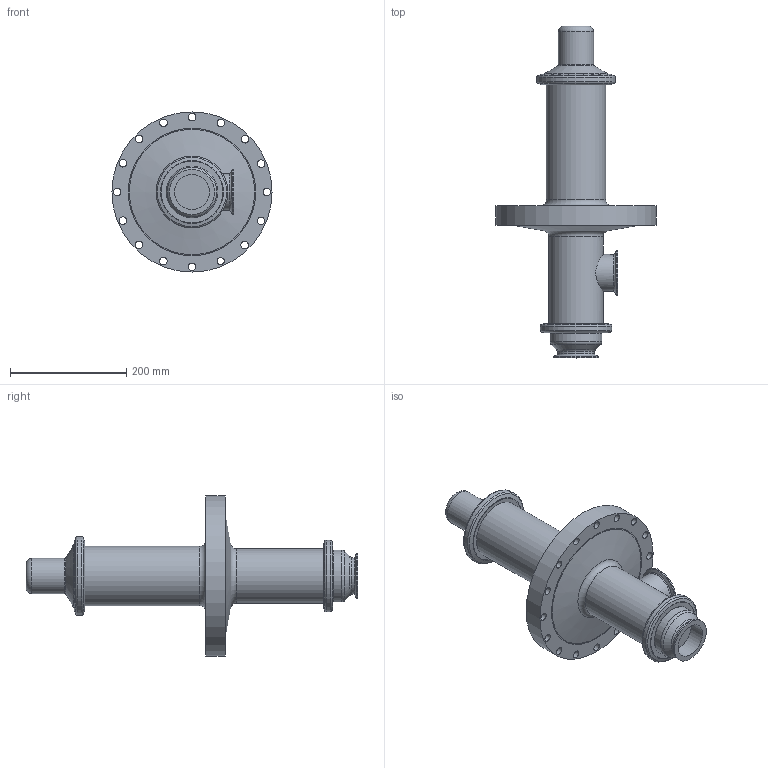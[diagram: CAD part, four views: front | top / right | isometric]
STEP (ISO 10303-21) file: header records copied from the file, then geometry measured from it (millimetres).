
FILE_DESCRIPTION(/* description */ (''),/* implementation_level */ '2;1');
FILE_NAME(/* name */ 'PSRV-25-2022.stp',/* time_stamp */ '2024-04-04T11:54:05+09:00',/* author */ ('autocad33'),/* organization */ (''),/* preprocessor_version */ 'ST-DEVELOPER v19.2',/* originating_system */ 'Autodesk Inventor 2023',/* authorisation */ '');
FILE_SCHEMA (('AUTOMOTIVE_DESIGN { 1 0 10303 214 3 1 1 }'));
Length unit declared in the file: millimetre
Products named in the file (1): PSRV-25-2022
Bounding box: 275 x 570.13 x 275 mm (x, y, z)
Volume: 5786696.1 mm3; surface area: 364950.7 mm2
Topology: 2 solids, 2 shells, 72 faces, 189 edges, 127 vertices
Faces by surface type: cylinder 29, torus 21, plane 11, cone 11
Full cylindrical faces by diameter (mm): 12.331 x1, 13 x15, 59.5 x2, 60.5 x1, 63.5 x2, 77.5 x2, 93 x1, 101.6 x1, 109 x1, 123.055 x1, 135 x1, 275 x1
Entity records: 2483 total; most frequent: DIRECTION 475, CARTESIAN_POINT 455, ORIENTED_EDGE 376, AXIS2_PLACEMENT_3D 217, EDGE_CURVE 188, CIRCLE 144, VERTEX_POINT 127, EDGE_LOOP 111
